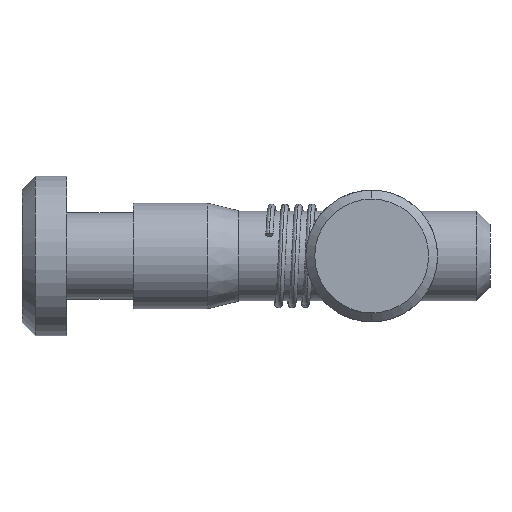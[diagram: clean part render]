
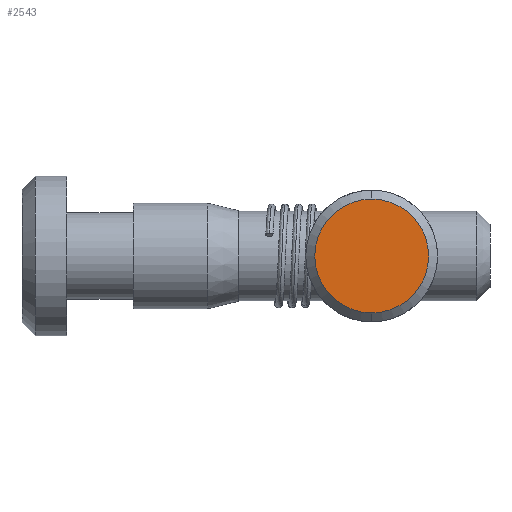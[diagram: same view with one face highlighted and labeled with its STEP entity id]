
A CAD part, left-side view. The second image highlights one B-rep face of the part: STEP entity #2543.
In plain terms, the highlighted face is planar.
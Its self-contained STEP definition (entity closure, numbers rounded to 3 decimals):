
#131 = CARTESIAN_POINT ( 'NONE',  ( 0., 26.8, -6.35 ) ) ;
#396 = PLANE ( 'NONE',  #2951 ) ;
#509 = CIRCLE ( 'NONE', #1096, 6.35 ) ;
#527 = CARTESIAN_POINT ( 'NONE',  ( 0., 26.8, 6.35 ) ) ;
#1054 = DIRECTION ( 'NONE',  ( 0., 1., 0. ) ) ;
#1096 = AXIS2_PLACEMENT_3D ( 'NONE', #2947, #1054, #2817 ) ;
#1185 = DIRECTION ( 'NONE',  ( 0., 0., 1. ) ) ;
#1447 = DIRECTION ( 'NONE',  ( 0., 0., 1. ) ) ;
#1607 = VERTEX_POINT ( 'NONE', #131 ) ;
#1931 = DIRECTION ( 'NONE',  ( 0., 1., 0. ) ) ;
#1980 = EDGE_CURVE ( 'NONE', #3033, #1607, #509, .T. ) ;
#1997 = FACE_OUTER_BOUND ( 'NONE', #2796, .T. ) ;
#2001 = AXIS2_PLACEMENT_3D ( 'NONE', #2882, #2438, #1447 ) ;
#2112 = CIRCLE ( 'NONE', #2001, 6.35 ) ;
#2438 = DIRECTION ( 'NONE',  ( 0., 1., 0. ) ) ;
#2543 = ADVANCED_FACE ( 'NONE', ( #1997 ), #396, .T. ) ;
#2606 = ORIENTED_EDGE ( 'NONE', *, *, #1980, .T. ) ;
#2685 = CARTESIAN_POINT ( 'NONE',  ( 0., 26.8, 0. ) ) ;
#2769 = EDGE_CURVE ( 'NONE', #1607, #3033, #2112, .T. ) ;
#2796 = EDGE_LOOP ( 'NONE', ( #2915, #2606 ) ) ;
#2817 = DIRECTION ( 'NONE',  ( 0., 0., 1. ) ) ;
#2882 = CARTESIAN_POINT ( 'NONE',  ( 0., 26.8, 0. ) ) ;
#2915 = ORIENTED_EDGE ( 'NONE', *, *, #2769, .T. ) ;
#2947 = CARTESIAN_POINT ( 'NONE',  ( 0., 26.8, 0. ) ) ;
#2951 = AXIS2_PLACEMENT_3D ( 'NONE', #2685, #1931, #1185 ) ;
#3033 = VERTEX_POINT ( 'NONE', #527 ) ;
